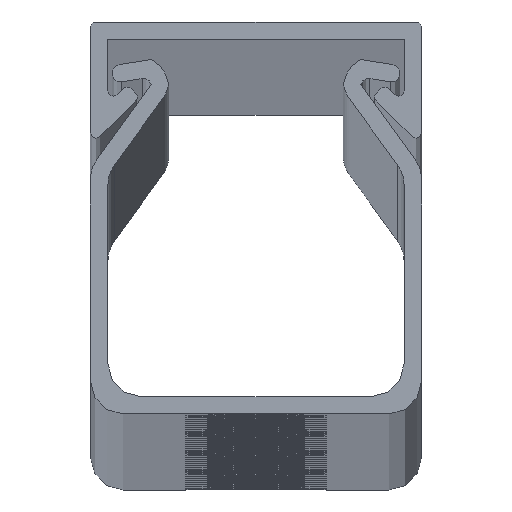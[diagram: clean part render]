
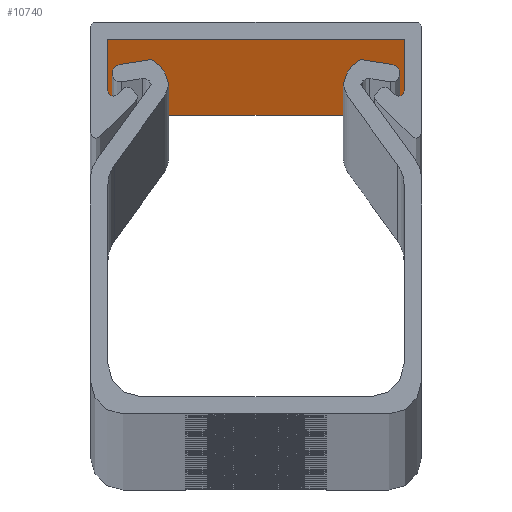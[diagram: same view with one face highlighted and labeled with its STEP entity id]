
A CAD part, top view. The second image highlights one B-rep face of the part: STEP entity #10740.
In plain terms, the highlighted planar face has unit normal (0, -1, 0).
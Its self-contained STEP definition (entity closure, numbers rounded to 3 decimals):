
#212 = EDGE_CURVE ( 'NONE', #10494, #13245, #12094, .T. ) ;
#327 = CARTESIAN_POINT ( 'NONE',  ( -6.8, 17.2, -1000. ) ) ;
#1479 = LINE ( 'NONE', #327, #1490 ) ;
#1490 = VECTOR ( 'NONE', #12794, 1000. ) ;
#2075 = CARTESIAN_POINT ( 'NONE',  ( 6.8, 17.2, 1016.234 ) ) ;
#3880 = CARTESIAN_POINT ( 'NONE',  ( -6.8, 17.2, 1016.234 ) ) ;
#4005 = CARTESIAN_POINT ( 'NONE',  ( 6.8, 17.2, -1000. ) ) ;
#5240 = EDGE_CURVE ( 'NONE', #10494, #16064, #6990, .T. ) ;
#5387 = VECTOR ( 'NONE', #7653, 1000. ) ;
#6379 = ORIENTED_EDGE ( 'NONE', *, *, #212, .F. ) ;
#6584 = ORIENTED_EDGE ( 'NONE', *, *, #11522, .T. ) ;
#6990 = LINE ( 'NONE', #15630, #15854 ) ;
#7059 = EDGE_LOOP ( 'NONE', ( #6379, #12609, #10747, #6584 ) ) ;
#7531 = EDGE_CURVE ( 'NONE', #16064, #13136, #7737, .T. ) ;
#7559 = FACE_OUTER_BOUND ( 'NONE', #7059, .T. ) ;
#7653 = DIRECTION ( 'NONE',  ( 0., 0., -1. ) ) ;
#7737 = LINE ( 'NONE', #10180, #5387 ) ;
#8215 = AXIS2_PLACEMENT_3D ( 'NONE', #3880, #8859, #13837 ) ;
#8859 = DIRECTION ( 'NONE',  ( 0., 1., 0. ) ) ;
#9595 = DIRECTION ( 'NONE',  ( -1., 0., 0. ) ) ;
#9846 = CARTESIAN_POINT ( 'NONE',  ( 6.8, 17.2, 1000. ) ) ;
#10180 = CARTESIAN_POINT ( 'NONE',  ( -6.8, 17.2, 1016.234 ) ) ;
#10494 = VERTEX_POINT ( 'NONE', #9846 ) ;
#10740 = ADVANCED_FACE ( 'NONE', ( #7559 ), #11311, .F. ) ;
#10747 = ORIENTED_EDGE ( 'NONE', *, *, #7531, .T. ) ;
#10956 = CARTESIAN_POINT ( 'NONE',  ( -6.8, 17.2, -1000. ) ) ;
#11311 = PLANE ( 'NONE',  #8215 ) ;
#11522 = EDGE_CURVE ( 'NONE', #13136, #13245, #1479, .T. ) ;
#12094 = LINE ( 'NONE', #2075, #13652 ) ;
#12249 = CARTESIAN_POINT ( 'NONE',  ( -6.8, 17.2, 1000. ) ) ;
#12609 = ORIENTED_EDGE ( 'NONE', *, *, #5240, .T. ) ;
#12794 = DIRECTION ( 'NONE',  ( 1., 0., 0. ) ) ;
#13136 = VERTEX_POINT ( 'NONE', #10956 ) ;
#13245 = VERTEX_POINT ( 'NONE', #4005 ) ;
#13652 = VECTOR ( 'NONE', #15675, 1000. ) ;
#13837 = DIRECTION ( 'NONE',  ( 0., 0., 1. ) ) ;
#15630 = CARTESIAN_POINT ( 'NONE',  ( -6.8, 17.2, 1000. ) ) ;
#15675 = DIRECTION ( 'NONE',  ( 0., 0., -1. ) ) ;
#15854 = VECTOR ( 'NONE', #9595, 1000. ) ;
#16064 = VERTEX_POINT ( 'NONE', #12249 ) ;
